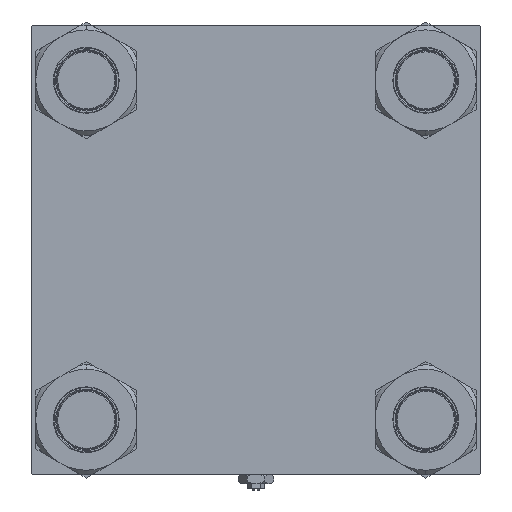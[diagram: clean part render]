
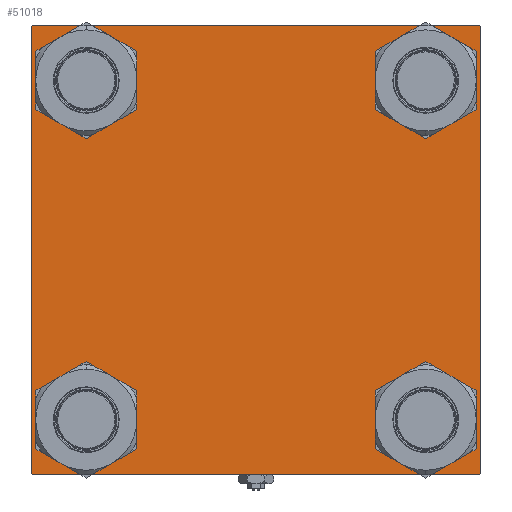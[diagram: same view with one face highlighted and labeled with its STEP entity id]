
A CAD part, left-side view. The second image highlights one B-rep face of the part: STEP entity #51018.
In plain terms, the highlighted planar face has unit normal (-1, 0, 0).
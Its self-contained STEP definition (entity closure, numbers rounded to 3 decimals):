
#59 = VERTEX_POINT ( 'NONE', #7806 ) ;
#264 = AXIS2_PLACEMENT_3D ( 'NONE', #24944, #29993, #9776 ) ;
#390 = CIRCLE ( 'NONE', #7185, 14. ) ;
#399 = VERTEX_POINT ( 'NONE', #29986 ) ;
#487 = CIRCLE ( 'NONE', #39578, 14. ) ;
#639 = CIRCLE ( 'NONE', #14260, 14. ) ;
#792 = CARTESIAN_POINT ( 'NONE',  ( 0., 102., -102.5 ) ) ;
#852 = DIRECTION ( 'NONE',  ( 1., 0., 0. ) ) ;
#957 = EDGE_CURVE ( 'NONE', #40510, #49551, #9906, .T. ) ;
#1075 = LINE ( 'NONE', #13344, #50751 ) ;
#1222 = EDGE_CURVE ( 'NONE', #22615, #7986, #48677, .T. ) ;
#1610 = CARTESIAN_POINT ( 'NONE',  ( 0., 77.45, -77.45 ) ) ;
#2392 = CARTESIAN_POINT ( 'NONE',  ( 0., 0., 0. ) ) ;
#3018 = LINE ( 'NONE', #7538, #8014 ) ;
#4572 = VERTEX_POINT ( 'NONE', #46781 ) ;
#4909 = DIRECTION ( 'NONE',  ( 1., 0., 0. ) ) ;
#5100 = VERTEX_POINT ( 'NONE', #13911 ) ;
#5129 = CIRCLE ( 'NONE', #17915, 14. ) ;
#5456 = CARTESIAN_POINT ( 'NONE',  ( 0., 102.5, -102. ) ) ;
#5870 = DIRECTION ( 'NONE',  ( 1., 0., 0. ) ) ;
#6715 = CARTESIAN_POINT ( 'NONE',  ( 0., -102.5, 102. ) ) ;
#7185 = AXIS2_PLACEMENT_3D ( 'NONE', #50325, #13927, #46339 ) ;
#7538 = CARTESIAN_POINT ( 'NONE',  ( 0., 102.5, 102.5 ) ) ;
#7687 = ORIENTED_EDGE ( 'NONE', *, *, #29885, .T. ) ;
#7806 = CARTESIAN_POINT ( 'NONE',  ( 0., -77.45, 63.45 ) ) ;
#7986 = VERTEX_POINT ( 'NONE', #14978 ) ;
#7999 = ORIENTED_EDGE ( 'NONE', *, *, #33536, .T. ) ;
#8014 = VECTOR ( 'NONE', #15024, 1000. ) ;
#8962 = EDGE_CURVE ( 'NONE', #44283, #11542, #390, .T. ) ;
#9117 = CIRCLE ( 'NONE', #40534, 14. ) ;
#9209 = DIRECTION ( 'NONE',  ( 0., 0., 1. ) ) ;
#9605 = VECTOR ( 'NONE', #41637, 1000. ) ;
#9776 = DIRECTION ( 'NONE',  ( 0., 0., 1. ) ) ;
#9788 = DIRECTION ( 'NONE',  ( 0., 0.707, -0.707 ) ) ;
#9906 = LINE ( 'NONE', #34904, #25719 ) ;
#10300 = ORIENTED_EDGE ( 'NONE', *, *, #48282, .T. ) ;
#10909 = ORIENTED_EDGE ( 'NONE', *, *, #50281, .T. ) ;
#11360 = DIRECTION ( 'NONE',  ( 0., -1., 0. ) ) ;
#11542 = VERTEX_POINT ( 'NONE', #27628 ) ;
#11770 = CARTESIAN_POINT ( 'NONE',  ( 0., -77.45, -63.45 ) ) ;
#11796 = EDGE_CURVE ( 'NONE', #44391, #21525, #3018, .T. ) ;
#11967 = CIRCLE ( 'NONE', #18777, 14. ) ;
#13115 = DIRECTION ( 'NONE',  ( 0., 0., 1. ) ) ;
#13274 = CARTESIAN_POINT ( 'NONE',  ( 0., 102.25, 102.25 ) ) ;
#13344 = CARTESIAN_POINT ( 'NONE',  ( 0., -102.25, -102.25 ) ) ;
#13452 = DIRECTION ( 'NONE',  ( 0., 0., 1. ) ) ;
#13867 = DIRECTION ( 'NONE',  ( 0., 0., 1. ) ) ;
#13911 = CARTESIAN_POINT ( 'NONE',  ( 0., 77.45, -91.45 ) ) ;
#13927 = DIRECTION ( 'NONE',  ( 1., 0., 0. ) ) ;
#14260 = AXIS2_PLACEMENT_3D ( 'NONE', #1610, #5870, #13867 ) ;
#14780 = EDGE_CURVE ( 'NONE', #5100, #399, #487, .T. ) ;
#14978 = CARTESIAN_POINT ( 'NONE',  ( 0., -102., 102.5 ) ) ;
#15024 = DIRECTION ( 'NONE',  ( 0., 0., -1. ) ) ;
#15789 = CARTESIAN_POINT ( 'NONE',  ( 0., -102.5, -102. ) ) ;
#16353 = CIRCLE ( 'NONE', #21421, 14. ) ;
#17108 = EDGE_LOOP ( 'NONE', ( #10300, #19844 ) ) ;
#17277 = ORIENTED_EDGE ( 'NONE', *, *, #52317, .T. ) ;
#17817 = VECTOR ( 'NONE', #11360, 1000. ) ;
#17915 = AXIS2_PLACEMENT_3D ( 'NONE', #50941, #30751, #9209 ) ;
#18201 = CARTESIAN_POINT ( 'NONE',  ( 0., 102.5, 102. ) ) ;
#18777 = AXIS2_PLACEMENT_3D ( 'NONE', #50463, #38255, #23079 ) ;
#19012 = VECTOR ( 'NONE', #9788, 1000. ) ;
#19131 = EDGE_CURVE ( 'NONE', #49551, #32214, #1075, .T. ) ;
#19213 = EDGE_CURVE ( 'NONE', #399, #5100, #639, .T. ) ;
#19844 = ORIENTED_EDGE ( 'NONE', *, *, #41135, .T. ) ;
#19892 = DIRECTION ( 'NONE',  ( 1., 0., 0. ) ) ;
#21421 = AXIS2_PLACEMENT_3D ( 'NONE', #44851, #19892, #24910 ) ;
#21525 = VERTEX_POINT ( 'NONE', #5456 ) ;
#22368 = CARTESIAN_POINT ( 'NONE',  ( 0., 102., 102.5 ) ) ;
#22615 = VERTEX_POINT ( 'NONE', #6715 ) ;
#23079 = DIRECTION ( 'NONE',  ( 0., 0., 1. ) ) ;
#23208 = CIRCLE ( 'NONE', #264, 14. ) ;
#24910 = DIRECTION ( 'NONE',  ( 0., 0., 1. ) ) ;
#24944 = CARTESIAN_POINT ( 'NONE',  ( 0., 77.45, 77.45 ) ) ;
#25719 = VECTOR ( 'NONE', #38373, 1000. ) ;
#26108 = VERTEX_POINT ( 'NONE', #22368 ) ;
#27140 = DIRECTION ( 'NONE',  ( 0., 0., 1. ) ) ;
#27396 = FACE_BOUND ( 'NONE', #17108, .T. ) ;
#27628 = CARTESIAN_POINT ( 'NONE',  ( 0., 77.45, 91.45 ) ) ;
#27823 = ORIENTED_EDGE ( 'NONE', *, *, #957, .T. ) ;
#27890 = ORIENTED_EDGE ( 'NONE', *, *, #8962, .T. ) ;
#28580 = EDGE_CURVE ( 'NONE', #26108, #7986, #43285, .T. ) ;
#29006 = CARTESIAN_POINT ( 'NONE',  ( 0., -102.25, 102.25 ) ) ;
#29090 = VECTOR ( 'NONE', #40724, 1000. ) ;
#29406 = LINE ( 'NONE', #49068, #9605 ) ;
#29410 = LINE ( 'NONE', #33662, #49566 ) ;
#29545 = DIRECTION ( 'NONE',  ( 0., -0.707, 0.707 ) ) ;
#29885 = EDGE_CURVE ( 'NONE', #30032, #59, #11967, .T. ) ;
#29986 = CARTESIAN_POINT ( 'NONE',  ( 0., 77.45, -63.45 ) ) ;
#29993 = DIRECTION ( 'NONE',  ( 1., 0., 0. ) ) ;
#30032 = VERTEX_POINT ( 'NONE', #36090 ) ;
#30751 = DIRECTION ( 'NONE',  ( 1., 0., 0. ) ) ;
#31046 = ORIENTED_EDGE ( 'NONE', *, *, #50676, .F. ) ;
#31310 = CARTESIAN_POINT ( 'NONE',  ( 0., 102.5, 102.5 ) ) ;
#31529 = ORIENTED_EDGE ( 'NONE', *, *, #51336, .T. ) ;
#32214 = VERTEX_POINT ( 'NONE', #15789 ) ;
#33536 = EDGE_CURVE ( 'NONE', #59, #30032, #9117, .T. ) ;
#33571 = CARTESIAN_POINT ( 'NONE',  ( 0., 77.45, -77.45 ) ) ;
#33662 = CARTESIAN_POINT ( 'NONE',  ( 0., 102.25, -102.25 ) ) ;
#34497 = ORIENTED_EDGE ( 'NONE', *, *, #11796, .T. ) ;
#34674 = EDGE_LOOP ( 'NONE', ( #7687, #7999 ) ) ;
#34850 = PLANE ( 'NONE',  #44453 ) ;
#34904 = CARTESIAN_POINT ( 'NONE',  ( 0., 102.5, -102.5 ) ) ;
#36090 = CARTESIAN_POINT ( 'NONE',  ( 0., -77.45, 91.45 ) ) ;
#36335 = ORIENTED_EDGE ( 'NONE', *, *, #19131, .T. ) ;
#36441 = ORIENTED_EDGE ( 'NONE', *, *, #19213, .T. ) ;
#36570 = ORIENTED_EDGE ( 'NONE', *, *, #14780, .T. ) ;
#36571 = CARTESIAN_POINT ( 'NONE',  ( 0., 77.45, 63.45 ) ) ;
#37397 = ORIENTED_EDGE ( 'NONE', *, *, #1222, .T. ) ;
#37995 = EDGE_LOOP ( 'NONE', ( #34497, #17277, #27823, #36335, #31046, #37397, #45711, #31529 ) ) ;
#38255 = DIRECTION ( 'NONE',  ( 1., 0., 0. ) ) ;
#38373 = DIRECTION ( 'NONE',  ( 0., -1., 0. ) ) ;
#38848 = FACE_BOUND ( 'NONE', #34674, .T. ) ;
#39578 = AXIS2_PLACEMENT_3D ( 'NONE', #33571, #852, #13115 ) ;
#40510 = VERTEX_POINT ( 'NONE', #792 ) ;
#40534 = AXIS2_PLACEMENT_3D ( 'NONE', #41886, #4909, #13452 ) ;
#40724 = DIRECTION ( 'NONE',  ( 0., 0.707, 0.707 ) ) ;
#41135 = EDGE_CURVE ( 'NONE', #4572, #43687, #5129, .T. ) ;
#41637 = DIRECTION ( 'NONE',  ( 0., 0., -1. ) ) ;
#41830 = EDGE_LOOP ( 'NONE', ( #36441, #36570 ) ) ;
#41886 = CARTESIAN_POINT ( 'NONE',  ( 0., -77.45, 77.45 ) ) ;
#42834 = FACE_OUTER_BOUND ( 'NONE', #37995, .T. ) ;
#43285 = LINE ( 'NONE', #31310, #17817 ) ;
#43687 = VERTEX_POINT ( 'NONE', #11770 ) ;
#44283 = VERTEX_POINT ( 'NONE', #36571 ) ;
#44391 = VERTEX_POINT ( 'NONE', #18201 ) ;
#44407 = EDGE_LOOP ( 'NONE', ( #10909, #27890 ) ) ;
#44453 = AXIS2_PLACEMENT_3D ( 'NONE', #2392, #51570, #27140 ) ;
#44851 = CARTESIAN_POINT ( 'NONE',  ( 0., -77.45, -77.45 ) ) ;
#45711 = ORIENTED_EDGE ( 'NONE', *, *, #28580, .F. ) ;
#46339 = DIRECTION ( 'NONE',  ( 0., 0., 1. ) ) ;
#46781 = CARTESIAN_POINT ( 'NONE',  ( 0., -77.45, -91.45 ) ) ;
#46799 = FACE_BOUND ( 'NONE', #41830, .T. ) ;
#47581 = FACE_BOUND ( 'NONE', #44407, .T. ) ;
#48282 = EDGE_CURVE ( 'NONE', #43687, #4572, #16353, .T. ) ;
#48677 = LINE ( 'NONE', #29006, #29090 ) ;
#49068 = CARTESIAN_POINT ( 'NONE',  ( 0., -102.5, 102.5 ) ) ;
#49551 = VERTEX_POINT ( 'NONE', #51681 ) ;
#49566 = VECTOR ( 'NONE', #49870, 1000. ) ;
#49870 = DIRECTION ( 'NONE',  ( 0., -0.707, -0.707 ) ) ;
#50281 = EDGE_CURVE ( 'NONE', #11542, #44283, #23208, .T. ) ;
#50325 = CARTESIAN_POINT ( 'NONE',  ( 0., 77.45, 77.45 ) ) ;
#50463 = CARTESIAN_POINT ( 'NONE',  ( 0., -77.45, 77.45 ) ) ;
#50464 = LINE ( 'NONE', #13274, #19012 ) ;
#50676 = EDGE_CURVE ( 'NONE', #22615, #32214, #29406, .T. ) ;
#50751 = VECTOR ( 'NONE', #29545, 1000. ) ;
#50941 = CARTESIAN_POINT ( 'NONE',  ( 0., -77.45, -77.45 ) ) ;
#51018 = ADVANCED_FACE ( 'NONE', ( #38848, #27396, #46799, #47581, #42834 ), #34850, .T. ) ;
#51336 = EDGE_CURVE ( 'NONE', #26108, #44391, #50464, .T. ) ;
#51570 = DIRECTION ( 'NONE',  ( -1., 0., 0. ) ) ;
#51681 = CARTESIAN_POINT ( 'NONE',  ( 0., -102., -102.5 ) ) ;
#52317 = EDGE_CURVE ( 'NONE', #21525, #40510, #29410, .T. ) ;
